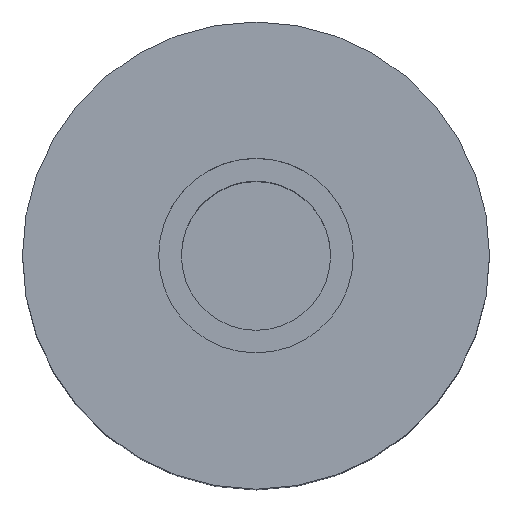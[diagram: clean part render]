
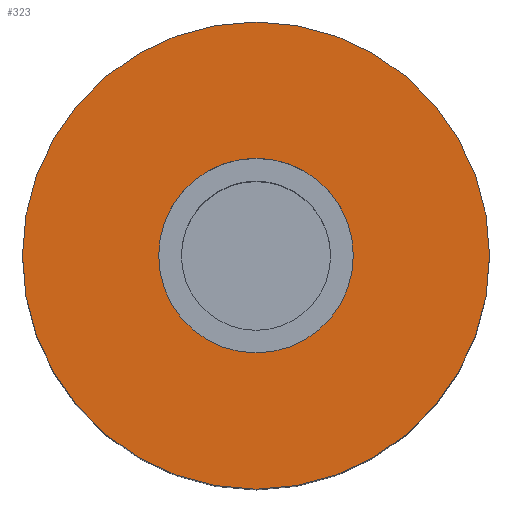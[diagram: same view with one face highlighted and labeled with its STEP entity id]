
A CAD part, top view. The second image highlights one B-rep face of the part: STEP entity #323.
In plain terms, the highlighted planar face has unit normal (0, 0, 1).
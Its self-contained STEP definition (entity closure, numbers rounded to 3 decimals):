
#30=FACE_BOUND('',#131,.T.);
#106=FACE_OUTER_BOUND('',#130,.T.);
#130=EDGE_LOOP('',(#247));
#131=EDGE_LOOP('',(#248));
#149=CIRCLE('',#371,6.);
#153=CIRCLE('',#380,14.4);
#159=VERTEX_POINT('',#514);
#163=VERTEX_POINT('',#530);
#186=EDGE_CURVE('',#159,#159,#149,.T.);
#193=EDGE_CURVE('',#163,#163,#153,.T.);
#247=ORIENTED_EDGE('',*,*,#193,.T.);
#248=ORIENTED_EDGE('',*,*,#186,.T.);
#302=PLANE('',#381);
#323=ADVANCED_FACE('',(#106,#30),#302,.T.);
#371=AXIS2_PLACEMENT_3D('',#515,#420,#421);
#380=AXIS2_PLACEMENT_3D('',#531,#441,#442);
#381=AXIS2_PLACEMENT_3D('',#533,#444,#445);
#420=DIRECTION('center_axis',(0.,0.,
-1.));
#421=DIRECTION('ref_axis',(-1.,0.,0.));
#441=DIRECTION('center_axis',(0.,0.,
1.));
#442=DIRECTION('ref_axis',(-1.,0.,0.));
#444=DIRECTION('center_axis',(0.,0.,
1.));
#445=DIRECTION('ref_axis',(-1.,0.,0.));
#514=CARTESIAN_POINT('',(6.,0.,0.));
#515=CARTESIAN_POINT('Origin',(0.,0.,
0.));
#530=CARTESIAN_POINT('',(14.4,0.,0.));
#531=CARTESIAN_POINT('Origin',(0.,0.,
0.));
#533=CARTESIAN_POINT('Origin',(-2.826,-16.776,0.));
